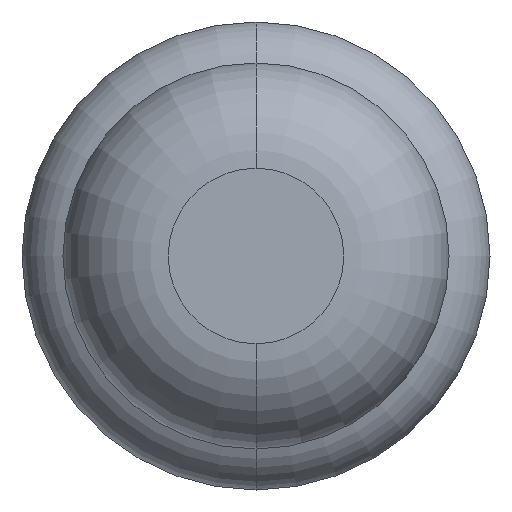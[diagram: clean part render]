
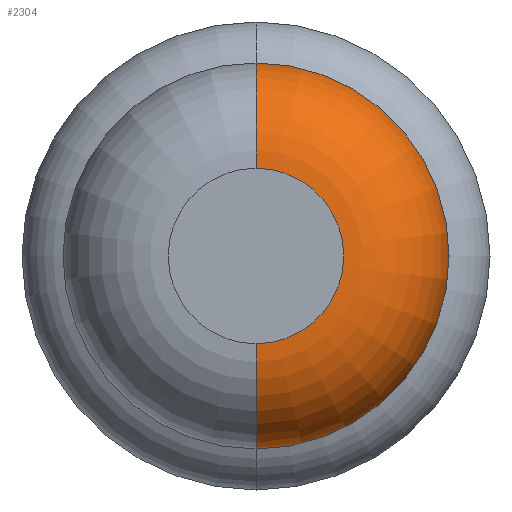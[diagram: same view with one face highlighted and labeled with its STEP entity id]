
A CAD part, front view. The second image highlights one B-rep face of the part: STEP entity #2304.
In plain terms, the highlighted toroidal (fillet/blend) face has major radius 0.375 mm and minor radius 0.45 mm.
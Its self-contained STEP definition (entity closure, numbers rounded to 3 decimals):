
#41 = EDGE_CURVE ( 'NONE', #3585, #3403, #473, .T. ) ;
#175 = CARTESIAN_POINT ( 'NONE',  ( 0., -29., -0.375 ) ) ;
#288 = DIRECTION ( 'NONE',  ( 1., 0., 0. ) ) ;
#414 = DIRECTION ( 'NONE',  ( 0., 0., 1. ) ) ;
#473 = CIRCLE ( 'NONE', #4398, 0.45 ) ;
#524 = DIRECTION ( 'NONE',  ( 0., 1., 0. ) ) ;
#617 = CIRCLE ( 'NONE', #2562, 0.45 ) ;
#756 = VERTEX_POINT ( 'NONE', #1168 ) ;
#794 = ORIENTED_EDGE ( 'NONE', *, *, #3415, .F. ) ;
#1036 = ORIENTED_EDGE ( 'NONE', *, *, #2325, .F. ) ;
#1148 = DIRECTION ( 'NONE',  ( 0., 0., 1. ) ) ;
#1168 = CARTESIAN_POINT ( 'NONE',  ( 0., -29., 0.375 ) ) ;
#1187 = DIRECTION ( 'NONE',  ( 0., 0., 1. ) ) ;
#1320 = CARTESIAN_POINT ( 'NONE',  ( 0., -28.55, -0.375 ) ) ;
#1446 = CARTESIAN_POINT ( 'NONE',  ( 0., -28.55, -0.825 ) ) ;
#1463 = CARTESIAN_POINT ( 'NONE',  ( 0., -29., 0. ) ) ;
#1613 = TOROIDAL_SURFACE ( 'NONE', #3023, 0.375, 0.45 ) ;
#1824 = EDGE_LOOP ( 'NONE', ( #3382, #2609, #1036, #794 ) ) ;
#1906 = CARTESIAN_POINT ( 'NONE',  ( 0., -28.55, 0. ) ) ;
#1929 = VERTEX_POINT ( 'NONE', #4018 ) ;
#2107 = AXIS2_PLACEMENT_3D ( 'NONE', #1906, #4311, #3971 ) ;
#2304 = ADVANCED_FACE ( 'Defeature ausgef�hrt1_8', ( #2535 ), #1613, .T. ) ;
#2325 = EDGE_CURVE ( 'Defeature ausgef�hrt1_9+Defeature ausgef�hrt1_8+Defeature ausgef�hrt1_8+Defeature ausgef�hrt1_8', #1929, #3403, #2421, .T. ) ;
#2421 = CIRCLE ( 'NONE', #2107, 0.825 ) ;
#2475 = CIRCLE ( 'NONE', #4088, 0.375 ) ;
#2535 = FACE_OUTER_BOUND ( 'NONE', #1824, .T. ) ;
#2562 = AXIS2_PLACEMENT_3D ( 'NONE', #4186, #3521, #414 ) ;
#2609 = ORIENTED_EDGE ( 'NONE', *, *, #41, .T. ) ;
#2918 = DIRECTION ( 'NONE',  ( 0., 1., 0. ) ) ;
#3023 = AXIS2_PLACEMENT_3D ( 'NONE', #3622, #524, #1187 ) ;
#3382 = ORIENTED_EDGE ( 'NONE', *, *, #3442, .T. ) ;
#3403 = VERTEX_POINT ( 'NONE', #1446 ) ;
#3415 = EDGE_CURVE ( 'NONE', #756, #1929, #617, .T. ) ;
#3420 = DIRECTION ( 'NONE',  ( 0., 0., -1. ) ) ;
#3442 = EDGE_CURVE ( 'Defeature ausgef�hrt1_8+Defeature ausgef�hrt1_7+Defeature ausgef�hrt1_7+Defeature ausgef�hrt1_7', #756, #3585, #2475, .T. ) ;
#3521 = DIRECTION ( 'NONE',  ( -1., 0., 0. ) ) ;
#3585 = VERTEX_POINT ( 'NONE', #175 ) ;
#3622 = CARTESIAN_POINT ( 'NONE',  ( 0., -28.55, 0. ) ) ;
#3971 = DIRECTION ( 'NONE',  ( 0., 0., 1. ) ) ;
#4018 = CARTESIAN_POINT ( 'NONE',  ( 0., -28.55, 0.825 ) ) ;
#4088 = AXIS2_PLACEMENT_3D ( 'NONE', #1463, #2918, #1148 ) ;
#4186 = CARTESIAN_POINT ( 'NONE',  ( 0., -28.55, 0.375 ) ) ;
#4311 = DIRECTION ( 'NONE',  ( 0., 1., 0. ) ) ;
#4398 = AXIS2_PLACEMENT_3D ( 'NONE', #1320, #288, #3420 ) ;
